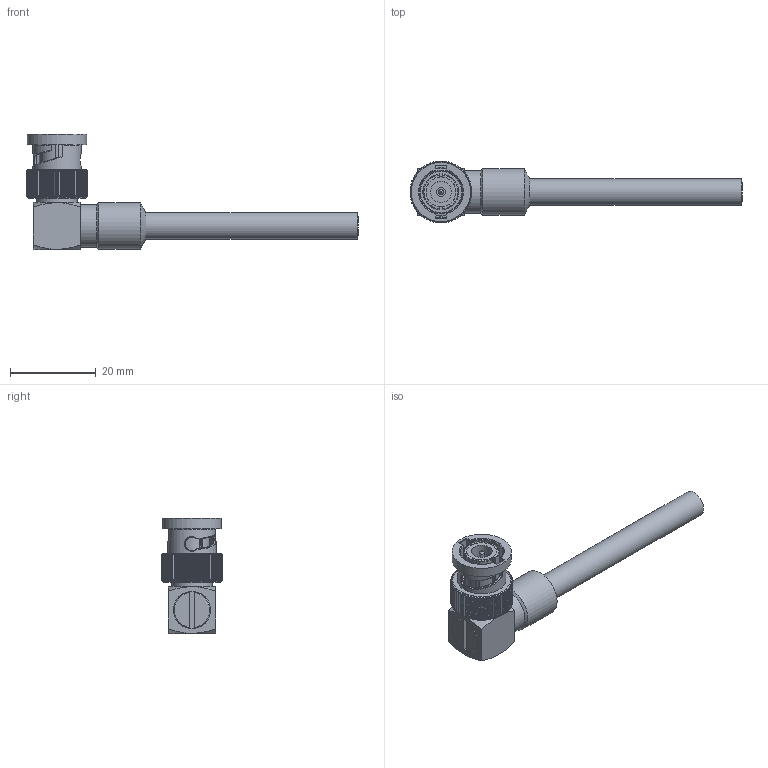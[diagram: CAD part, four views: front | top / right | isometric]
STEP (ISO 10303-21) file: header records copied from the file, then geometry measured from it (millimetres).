
FILE_DESCRIPTION(/* description */ (''),/* implementation_level */ '2;1');
FILE_NAME(/* name */ 'FX90.stp',/* time_stamp */ '2017-05-03T17:47:44-04:00',/* author */ ('aneininger'),/* organization */ ('CONNECTION TECHNOLOGY CENTER'),/* preprocessor_version */ 'ST-DEVELOPER v16.5',/* originating_system */ 'Autodesk Inventor 2017',/* authorisation */ '');
FILE_SCHEMA (('AUTOMOTIVE_DESIGN { 1 0 10303 214 3 1 1 }'));
Length unit declared in the file: inch
Products named in the file (1): Part35
Bounding box: 77.64 x 14.49 x 26.9 mm (x, y, z)
Volume: 5812.4 mm3; surface area: 3753.6 mm2
Topology: 1 solids, 1 shells, 546 faces, 1368 edges, 895 vertices
Faces by surface type: cylinder 250, plane 232, bspline 33, torus 22, cone 9
Full cylindrical faces by diameter (mm): 0.127 x19, 0.203 x38, 1.143 x1, 2.032 x1, 3.353 x1, 3.988 x1, 4.115 x1, 4.142 x1, 4.267 x1, 4.953 x1, 6.223 x1, 8.661 x1, 9.449 x1, 9.944 x1, 9.982 x1, 10.947 x1, 11.303 x1, 13.843 x1
Entity records: 20671 total; most frequent: CARTESIAN_POINT 7907, ORIENTED_EDGE 2558, DIRECTION 2293, EDGE_CURVE 1276, AXIS2_PLACEMENT_3D 957, VERTEX_POINT 886, EDGE_LOOP 702, STYLED_ITEM 546
